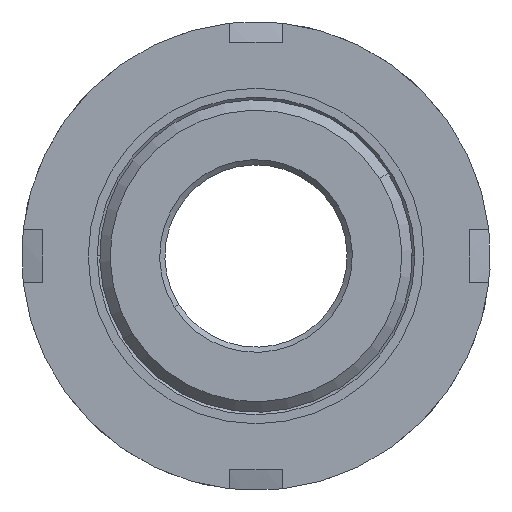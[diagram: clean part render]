
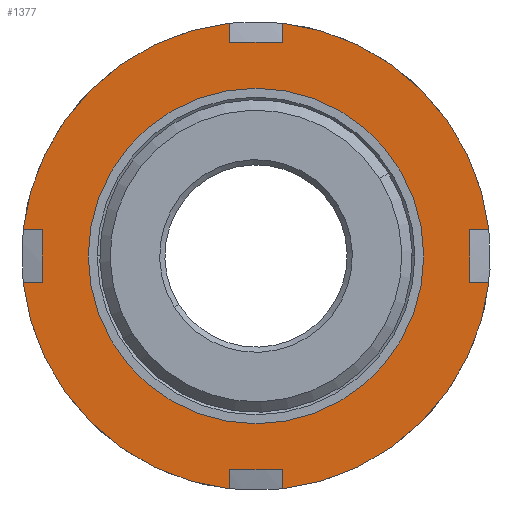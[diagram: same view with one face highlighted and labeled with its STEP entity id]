
A CAD part, front view. The second image highlights one B-rep face of the part: STEP entity #1377.
In plain terms, the highlighted planar face has unit normal (0, -1, 0).
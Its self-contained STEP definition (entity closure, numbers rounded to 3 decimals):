
#7 = CARTESIAN_POINT ( 'NONE',  ( -20.5, -11.968, 2.5 ) ) ;
#39 = ORIENTED_EDGE ( 'NONE', *, *, #2070, .T. ) ;
#61 = DIRECTION ( 'NONE',  ( 0., 0., -1. ) ) ;
#69 = CARTESIAN_POINT ( 'NONE',  ( 22.361, -11.968, 2.5 ) ) ;
#121 = PLANE ( 'NONE',  #1670 ) ;
#181 = CARTESIAN_POINT ( 'NONE',  ( 0., -11.968, -2.5 ) ) ;
#194 = CIRCLE ( 'NONE', #2116, 16.1 ) ;
#198 = CARTESIAN_POINT ( 'NONE',  ( 0., -11.968, 0. ) ) ;
#241 = CARTESIAN_POINT ( 'NONE',  ( 2.5, -11.968, 22.361 ) ) ;
#271 = AXIS2_PLACEMENT_3D ( 'NONE', #934, #317, #976 ) ;
#273 = VECTOR ( 'NONE', #1037, 1000. ) ;
#275 = CARTESIAN_POINT ( 'NONE',  ( -20.5, -11.968, -2.5 ) ) ;
#289 = CARTESIAN_POINT ( 'NONE',  ( 2.5, -11.968, -20.5 ) ) ;
#303 = CARTESIAN_POINT ( 'NONE',  ( -2.5, -11.968, -22.361 ) ) ;
#317 = DIRECTION ( 'NONE',  ( 0., 1., 0. ) ) ;
#330 = VECTOR ( 'NONE', #622, 1000. ) ;
#345 = CARTESIAN_POINT ( 'NONE',  ( 16.1, -11.968, 0. ) ) ;
#360 = EDGE_CURVE ( 'NONE', #557, #2135, #1661, .T. ) ;
#361 = LINE ( 'NONE', #1724, #1396 ) ;
#423 = EDGE_CURVE ( 'NONE', #2440, #451, #1791, .T. ) ;
#427 = CARTESIAN_POINT ( 'NONE',  ( 0., -11.968, 2.5 ) ) ;
#443 = EDGE_CURVE ( 'NONE', #1537, #1063, #1379, .T. ) ;
#447 = ORIENTED_EDGE ( 'NONE', *, *, #2656, .F. ) ;
#451 = VERTEX_POINT ( 'NONE', #2518 ) ;
#455 = VECTOR ( 'NONE', #1893, 1000. ) ;
#470 = LINE ( 'NONE', #2358, #2412 ) ;
#474 = CARTESIAN_POINT ( 'NONE',  ( 16.1, -11.968, 0. ) ) ;
#491 = VECTOR ( 'NONE', #1707, 1000. ) ;
#500 = ORIENTED_EDGE ( 'NONE', *, *, #360, .T. ) ;
#507 = CIRCLE ( 'NONE', #2611, 22.5 ) ;
#523 = CARTESIAN_POINT ( 'NONE',  ( -2.5, -11.968, -20.5 ) ) ;
#529 = EDGE_CURVE ( 'NONE', #935, #1703, #560, .T. ) ;
#557 = VERTEX_POINT ( 'NONE', #2411 ) ;
#560 = LINE ( 'NONE', #1761, #705 ) ;
#573 = LINE ( 'NONE', #2303, #455 ) ;
#585 = VECTOR ( 'NONE', #648, 1000. ) ;
#601 = CARTESIAN_POINT ( 'NONE',  ( 0., -11.968, 0. ) ) ;
#603 = AXIS2_PLACEMENT_3D ( 'NONE', #2293, #1021, #2516 ) ;
#622 = DIRECTION ( 'NONE',  ( -1., 0., 0. ) ) ;
#628 = EDGE_CURVE ( 'NONE', #1601, #2020, #470, .T. ) ;
#648 = DIRECTION ( 'NONE',  ( -1., 0., 0. ) ) ;
#686 = LINE ( 'NONE', #2596, #1262 ) ;
#705 = VECTOR ( 'NONE', #1974, 1000. ) ;
#726 = VECTOR ( 'NONE', #773, 1000. ) ;
#731 = EDGE_CURVE ( 'NONE', #935, #2639, #507, .T. ) ;
#773 = DIRECTION ( 'NONE',  ( 0., 0., 1. ) ) ;
#782 = ORIENTED_EDGE ( 'NONE', *, *, #731, .F. ) ;
#816 = ORIENTED_EDGE ( 'NONE', *, *, #1798, .F. ) ;
#840 = ORIENTED_EDGE ( 'NONE', *, *, #1061, .T. ) ;
#843 = EDGE_LOOP ( 'NONE', ( #840, #1424, #2427, #1171, #2320, #1638, #2005, #1763, #39, #1569, #1538, #782, #1633, #447, #816, #2023 ) ) ;
#851 = LINE ( 'NONE', #427, #330 ) ;
#873 = DIRECTION ( 'NONE',  ( 0., 0., 1. ) ) ;
#887 = CARTESIAN_POINT ( 'NONE',  ( 20.5, -11.968, 2.5 ) ) ;
#921 = DIRECTION ( 'NONE',  ( -1., 0., 0. ) ) ;
#934 = CARTESIAN_POINT ( 'NONE',  ( 0., -11.968, 0. ) ) ;
#935 = VERTEX_POINT ( 'NONE', #303 ) ;
#976 = DIRECTION ( 'NONE',  ( -1., 0., 0. ) ) ;
#1005 = LINE ( 'NONE', #181, #585 ) ;
#1021 = DIRECTION ( 'NONE',  ( 0., 1., 0. ) ) ;
#1036 = LINE ( 'NONE', #1460, #491 ) ;
#1037 = DIRECTION ( 'NONE',  ( 1., 0., 0. ) ) ;
#1045 = DIRECTION ( 'NONE',  ( 0., 1., 0. ) ) ;
#1048 = CARTESIAN_POINT ( 'NONE',  ( 0., -11.968, 2.5 ) ) ;
#1060 = VERTEX_POINT ( 'NONE', #2250 ) ;
#1061 = EDGE_CURVE ( 'NONE', #1384, #1060, #1005, .T. ) ;
#1063 = VERTEX_POINT ( 'NONE', #2546 ) ;
#1132 = CIRCLE ( 'NONE', #2403, 22.5 ) ;
#1168 = DIRECTION ( 'NONE',  ( -1., 0., 0. ) ) ;
#1171 = ORIENTED_EDGE ( 'NONE', *, *, #1509, .F. ) ;
#1185 = AXIS2_PLACEMENT_3D ( 'NONE', #601, #1045, #2730 ) ;
#1262 = VECTOR ( 'NONE', #61, 1000. ) ;
#1303 = VECTOR ( 'NONE', #1399, 1000. ) ;
#1304 = CARTESIAN_POINT ( 'NONE',  ( -22.361, -11.968, -2.5 ) ) ;
#1337 = DIRECTION ( 'NONE',  ( 0., 1., 0. ) ) ;
#1373 = CARTESIAN_POINT ( 'NONE',  ( 2.5, -11.968, 0. ) ) ;
#1377 = ADVANCED_FACE ( 'NONE', ( #2333, #2673 ), #121, .F. ) ;
#1379 = LINE ( 'NONE', #1878, #273 ) ;
#1384 = VERTEX_POINT ( 'NONE', #2067 ) ;
#1396 = VECTOR ( 'NONE', #1755, 1000. ) ;
#1399 = DIRECTION ( 'NONE',  ( 0., 0., -1. ) ) ;
#1424 = ORIENTED_EDGE ( 'NONE', *, *, #2050, .F. ) ;
#1446 = VERTEX_POINT ( 'NONE', #1892 ) ;
#1460 = CARTESIAN_POINT ( 'NONE',  ( 20.5, -11.968, 0. ) ) ;
#1479 = CARTESIAN_POINT ( 'NONE',  ( -22.361, -11.968, 2.5 ) ) ;
#1504 = VECTOR ( 'NONE', #2134, 1000. ) ;
#1509 = EDGE_CURVE ( 'NONE', #1556, #1699, #2001, .T. ) ;
#1537 = VERTEX_POINT ( 'NONE', #2139 ) ;
#1538 = ORIENTED_EDGE ( 'NONE', *, *, #2224, .F. ) ;
#1556 = VERTEX_POINT ( 'NONE', #241 ) ;
#1569 = ORIENTED_EDGE ( 'NONE', *, *, #628, .F. ) ;
#1590 = CARTESIAN_POINT ( 'NONE',  ( 0., -11.968, 0. ) ) ;
#1601 = VERTEX_POINT ( 'NONE', #275 ) ;
#1633 = ORIENTED_EDGE ( 'NONE', *, *, #529, .T. ) ;
#1638 = ORIENTED_EDGE ( 'NONE', *, *, #443, .F. ) ;
#1661 = CIRCLE ( 'NONE', #271, 16.1 ) ;
#1670 = AXIS2_PLACEMENT_3D ( 'NONE', #345, #2239, #2447 ) ;
#1673 = DIRECTION ( 'NONE',  ( 0., 1., 0. ) ) ;
#1697 = ORIENTED_EDGE ( 'NONE', *, *, #2004, .T. ) ;
#1699 = VERTEX_POINT ( 'NONE', #69 ) ;
#1703 = VERTEX_POINT ( 'NONE', #523 ) ;
#1707 = DIRECTION ( 'NONE',  ( 0., 0., -1. ) ) ;
#1724 = CARTESIAN_POINT ( 'NONE',  ( 0., -11.968, -2.5 ) ) ;
#1755 = DIRECTION ( 'NONE',  ( 1., 0., 0. ) ) ;
#1761 = CARTESIAN_POINT ( 'NONE',  ( -2.5, -11.968, 0. ) ) ;
#1763 = ORIENTED_EDGE ( 'NONE', *, *, #423, .F. ) ;
#1785 = CARTESIAN_POINT ( 'NONE',  ( 0., -11.968, 0. ) ) ;
#1791 = CIRCLE ( 'NONE', #1185, 22.5 ) ;
#1798 = EDGE_CURVE ( 'NONE', #1446, #2179, #2607, .T. ) ;
#1806 = EDGE_CURVE ( 'NONE', #1556, #1063, #2029, .T. ) ;
#1807 = LINE ( 'NONE', #1048, #1504 ) ;
#1809 = DIRECTION ( 'NONE',  ( 0., 1., 0. ) ) ;
#1878 = CARTESIAN_POINT ( 'NONE',  ( 0., -11.968, 20.5 ) ) ;
#1882 = DIRECTION ( 'NONE',  ( -1., 0., 0. ) ) ;
#1892 = CARTESIAN_POINT ( 'NONE',  ( 2.5, -11.968, -22.361 ) ) ;
#1893 = DIRECTION ( 'NONE',  ( -1., 0., 0. ) ) ;
#1974 = DIRECTION ( 'NONE',  ( 0., 0., 1. ) ) ;
#2001 = CIRCLE ( 'NONE', #603, 22.5 ) ;
#2004 = EDGE_CURVE ( 'NONE', #2135, #557, #194, .T. ) ;
#2005 = ORIENTED_EDGE ( 'NONE', *, *, #2486, .F. ) ;
#2017 = EDGE_CURVE ( 'NONE', #1699, #2631, #851, .T. ) ;
#2020 = VERTEX_POINT ( 'NONE', #7 ) ;
#2023 = ORIENTED_EDGE ( 'NONE', *, *, #2259, .F. ) ;
#2029 = LINE ( 'NONE', #1373, #1303 ) ;
#2047 = EDGE_LOOP ( 'NONE', ( #500, #1697 ) ) ;
#2050 = EDGE_CURVE ( 'NONE', #2631, #1060, #1036, .T. ) ;
#2067 = CARTESIAN_POINT ( 'NONE',  ( 22.361, -11.968, -2.5 ) ) ;
#2070 = EDGE_CURVE ( 'NONE', #2440, #2020, #1807, .T. ) ;
#2116 = AXIS2_PLACEMENT_3D ( 'NONE', #198, #1673, #1882 ) ;
#2134 = DIRECTION ( 'NONE',  ( 1., 0., 0. ) ) ;
#2135 = VERTEX_POINT ( 'NONE', #474 ) ;
#2139 = CARTESIAN_POINT ( 'NONE',  ( -2.5, -11.968, 20.5 ) ) ;
#2179 = VERTEX_POINT ( 'NONE', #289 ) ;
#2224 = EDGE_CURVE ( 'NONE', #2639, #1601, #361, .T. ) ;
#2239 = DIRECTION ( 'NONE',  ( 0., 1., 0. ) ) ;
#2250 = CARTESIAN_POINT ( 'NONE',  ( 20.5, -11.968, -2.5 ) ) ;
#2259 = EDGE_CURVE ( 'NONE', #1384, #1446, #1132, .T. ) ;
#2293 = CARTESIAN_POINT ( 'NONE',  ( 0., -11.968, 0. ) ) ;
#2303 = CARTESIAN_POINT ( 'NONE',  ( 0., -11.968, -20.5 ) ) ;
#2320 = ORIENTED_EDGE ( 'NONE', *, *, #1806, .T. ) ;
#2333 = FACE_BOUND ( 'NONE', #2047, .T. ) ;
#2358 = CARTESIAN_POINT ( 'NONE',  ( -20.5, -11.968, 0. ) ) ;
#2403 = AXIS2_PLACEMENT_3D ( 'NONE', #1590, #1809, #1168 ) ;
#2408 = CARTESIAN_POINT ( 'NONE',  ( 2.5, -11.968, 0. ) ) ;
#2411 = CARTESIAN_POINT ( 'NONE',  ( -16.1, -11.968, 0. ) ) ;
#2412 = VECTOR ( 'NONE', #873, 1000. ) ;
#2427 = ORIENTED_EDGE ( 'NONE', *, *, #2017, .F. ) ;
#2440 = VERTEX_POINT ( 'NONE', #1479 ) ;
#2447 = DIRECTION ( 'NONE',  ( -1., 0., 0. ) ) ;
#2486 = EDGE_CURVE ( 'NONE', #451, #1537, #686, .T. ) ;
#2516 = DIRECTION ( 'NONE',  ( -1., 0., 0. ) ) ;
#2518 = CARTESIAN_POINT ( 'NONE',  ( -2.5, -11.968, 22.361 ) ) ;
#2546 = CARTESIAN_POINT ( 'NONE',  ( 2.5, -11.968, 20.5 ) ) ;
#2596 = CARTESIAN_POINT ( 'NONE',  ( -2.5, -11.968, 0. ) ) ;
#2607 = LINE ( 'NONE', #2408, #726 ) ;
#2611 = AXIS2_PLACEMENT_3D ( 'NONE', #1785, #1337, #921 ) ;
#2631 = VERTEX_POINT ( 'NONE', #887 ) ;
#2639 = VERTEX_POINT ( 'NONE', #1304 ) ;
#2656 = EDGE_CURVE ( 'NONE', #2179, #1703, #573, .T. ) ;
#2673 = FACE_OUTER_BOUND ( 'NONE', #843, .T. ) ;
#2730 = DIRECTION ( 'NONE',  ( -1., 0., 0. ) ) ;
